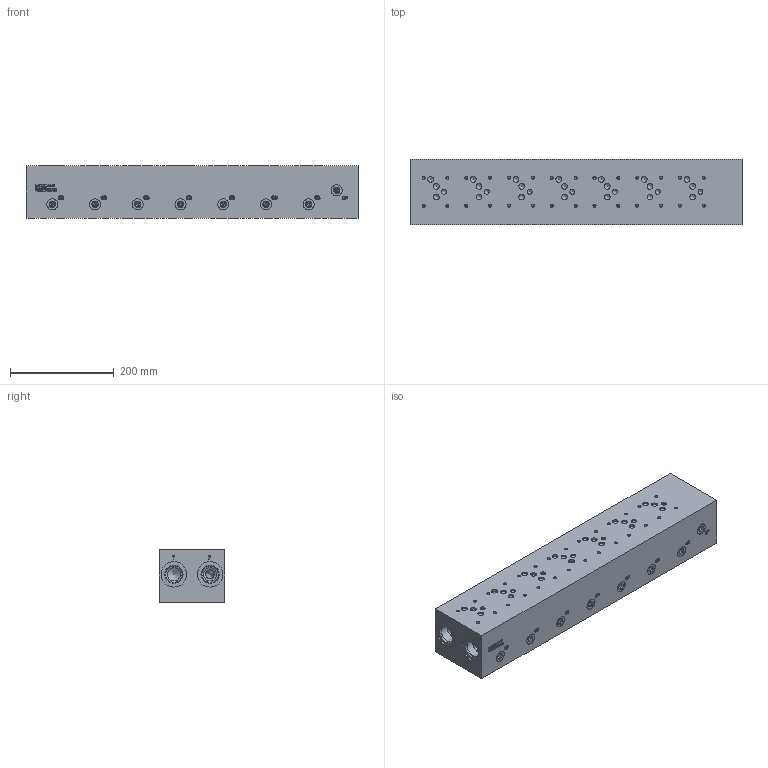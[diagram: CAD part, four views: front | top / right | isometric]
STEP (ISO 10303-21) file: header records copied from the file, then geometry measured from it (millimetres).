
FILE_DESCRIPTION(/* description */ (''),/* implementation_level */ '2;1');
FILE_NAME(/* name */ '_D05HPB073S.stp',/* time_stamp */ '2021-01-29T09:40:43-05:00',/* author */ ('alexanderw'),/* organization */ (''),/* preprocessor_version */ 'ST-DEVELOPER v17',/* originating_system */ 'Autodesk Inventor 2019',/* authorisation */ '');
FILE_SCHEMA (('AUTOMOTIVE_DESIGN { 1 0 10303 214 3 1 1 }'));
Products named in the file (1): Part_AD05HPB073S_3D
Bounding box: 641.35 x 127 x 101.6 mm (x, y, z)
Volume: 7776176.5 mm3; surface area: 403044.7 mm2
Topology: 1 solids, 1 shells, 1919 faces, 5203 edges, 3511 vertices
Faces by surface type: plane 891, bspline 548, cylinder 270, cone 210
Full cylindrical faces by diameter (mm): 5.004 x28, 5.994 x28, 7.925 x4, 9.525 x26, 9.881 x15, 11.125 x36, 12.395 x14, 21.285 x15, 22.225 x14, 24.917 x14, 25.4 x4, 26.99 x1, 27 x13, 27.432 x14, 28.575 x2, 31.267 x6, 33.34 x2, 33.35 x4, 33.757 x6, 35.509 x4, 42.037 x14, 49.124 x6
Entity records: 65028 total; most frequent: CARTESIAN_POINT 18272, ORIENTED_EDGE 10244, DIRECTION 7721, EDGE_CURVE 5122, VERTEX_POINT 3511, LINE 3015, VECTOR 3015, AXIS2_PLACEMENT_3D 2353
